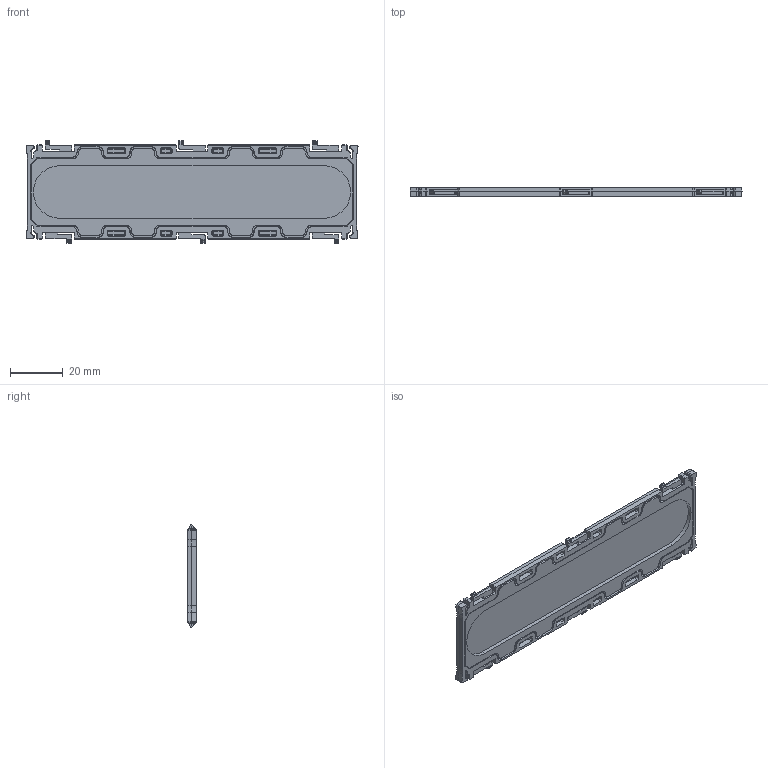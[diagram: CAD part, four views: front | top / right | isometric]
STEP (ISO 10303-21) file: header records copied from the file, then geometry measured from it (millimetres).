
FILE_DESCRIPTION (( 'STEP AP214' ), '1' );
FILE_NAME ('OPT2408 Through OPT2417_REV.STEP', '2023-03-07T12:13:30', ( '' ), ( '' ), 'SwSTEP 2.0', 'SolidWorks 2021', '' );
FILE_SCHEMA (( 'AUTOMOTIVE_DESIGN' ));
Length unit declared in the file: inch
Products named in the file (1): OPT2408 Through OPT2417_REV
Bounding box: 125.45 x 3.3 x 38.6 mm (x, y, z)
Volume: 7252.7 mm3; surface area: 21293.9 mm2
Topology: 4 solids, 4 shells, 1142 faces, 2831 edges, 1752 vertices
Faces by surface type: plane 595, cylinder 204, cone 150, bspline 139, sphere 54
Entity records: 39181 total; most frequent: CARTESIAN_POINT 13636, ORIENTED_EDGE 5662, DIRECTION 4639, EDGE_CURVE 2831, VECTOR 1911, LINE 1911, VERTEX_POINT 1752, AXIS2_PLACEMENT_3D 1364
